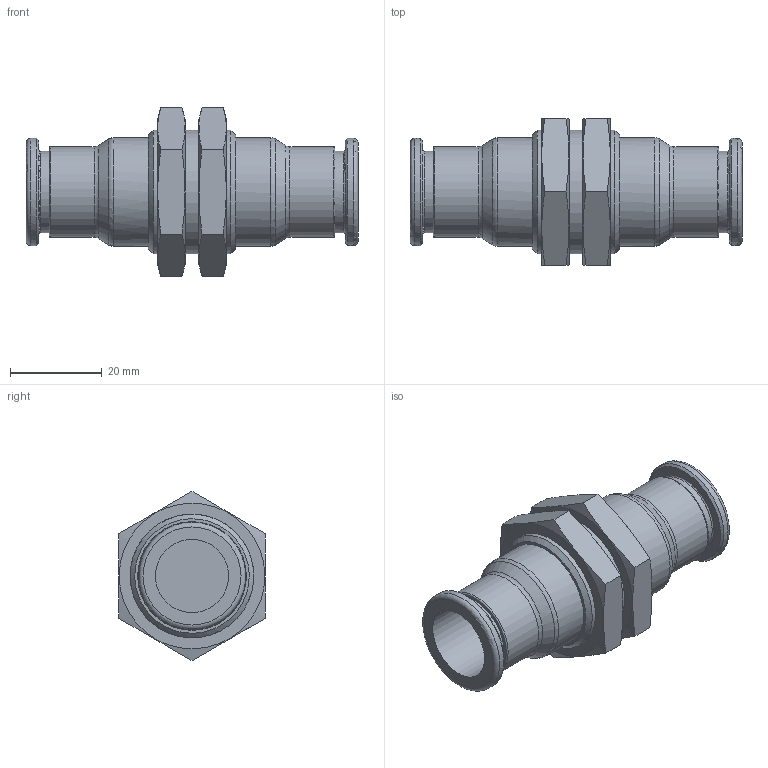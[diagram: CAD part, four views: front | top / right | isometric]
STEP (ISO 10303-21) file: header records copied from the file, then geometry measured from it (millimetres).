
FILE_DESCRIPTION(/* description */ (''),/* implementation_level */ '2;1');
FILE_NAME(/* name */ 'iqss_160_es.stp',/* time_stamp */ '2019-01-10T11:06:55+01:00',/* author */ ('leitheußer'),/* organization */ (''),/* preprocessor_version */ 'ST-DEVELOPER v15.6',/* originating_system */ 'Autodesk Inventor LT ',/* authorisation */ '');
FILE_SCHEMA (('AUTOMOTIVE_DESIGN { 1 0 10303 214 3 1 1 }'));
Length unit declared in the file: millimetre
Products named in the file (1): 41.403
Bounding box: 72.48 x 32 x 36.95 mm (x, y, z)
Volume: 20753.8 mm3; surface area: 11405.6 mm2
Topology: 1 solids, 1 shells, 59 faces, 133 edges, 88 vertices
Faces by surface type: plane 26, cylinder 13, cone 10, torus 10
Full cylindrical faces by diameter (mm): 16 x2, 17.8 x2, 19.8 x2, 23.4 x2, 23.7 x2, 27 x3
Entity records: 1327 total; most frequent: CARTESIAN_POINT 258, DIRECTION 222, ORIENTED_EDGE 162, AXIS2_PLACEMENT_3D 105, EDGE_LOOP 104, EDGE_CURVE 81, VERTEX_POINT 69, FACE_OUTER_BOUND 59
